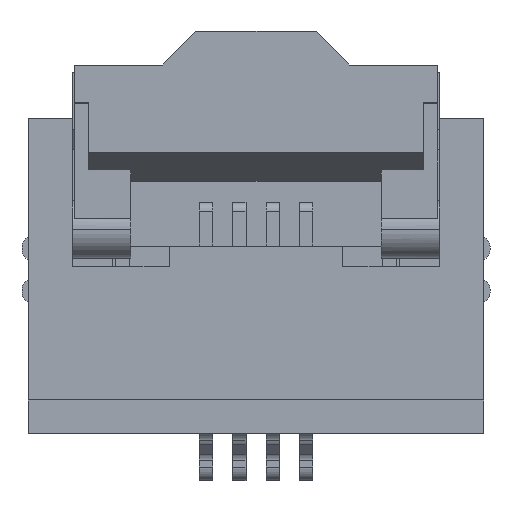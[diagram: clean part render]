
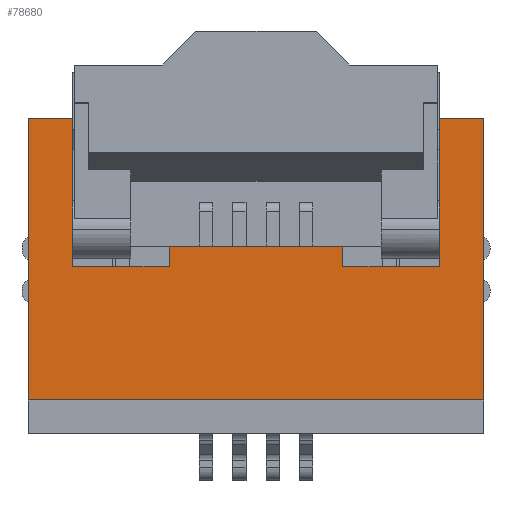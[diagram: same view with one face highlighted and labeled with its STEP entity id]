
A CAD part, top view. The second image highlights one B-rep face of the part: STEP entity #78680.
In plain terms, the highlighted planar face has unit normal (0, 0, 1).
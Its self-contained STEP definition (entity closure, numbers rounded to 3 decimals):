
#15080=CARTESIAN_POINT('',(-2.613,-72.089,0.));
#15090=VERTEX_POINT('',#15080);
#15140=CARTESIAN_POINT('',(-2.613,0.,0.));
#15150=DIRECTION('',(-0.,1.,0.));
#15160=VECTOR('',#15150,1.);
#15170=LINE('',#15140,#15160);
#15180=CARTESIAN_POINT('',(-2.613,-72.389,0.));
#15190=VERTEX_POINT('',#15180);
#15200=EDGE_CURVE('',#15190,#15090,#15170,.T.);
#20660=CARTESIAN_POINT('',(1.422,-70.189,0.));
#20670=VERTEX_POINT('',#20660);
#20700=CARTESIAN_POINT('',(1.422,-72.389,0.));
#20710=DIRECTION('',(0.,1.,0.));
#20720=VECTOR('',#20710,2.2);
#20730=LINE('',#20700,#20720);
#20740=CARTESIAN_POINT('',(1.422,-72.389,0.));
#20750=VERTEX_POINT('',#20740);
#20760=EDGE_CURVE('',#20750,#20670,#20730,.T.);
#24810=CARTESIAN_POINT('',(1.422,-70.189,0.));
#24820=DIRECTION('',(1.,0.,0.));
#24830=VECTOR('',#24820,0.67);
#24840=LINE('',#24810,#24830);
#24850=CARTESIAN_POINT('',(2.092,-70.189,-0.));
#24860=VERTEX_POINT('',#24850);
#24870=EDGE_CURVE('',#20670,#24860,#24840,.T.);
#31300=CARTESIAN_POINT('',(-0.015,-72.389,0.));
#31310=DIRECTION('',(1.,0.,0.));
#31320=VECTOR('',#31310,1.437);
#31330=LINE('',#31300,#31320);
#31340=CARTESIAN_POINT('',(-0.015,-72.389,0.));
#31350=VERTEX_POINT('',#31340);
#31360=EDGE_CURVE('',#31350,#20750,#31330,.T.);
#43320=CARTESIAN_POINT('',(-0.015,-72.389,0.));
#43330=DIRECTION('',(0.,1.,0.));
#43340=VECTOR('',#43330,0.3);
#43350=LINE('',#43320,#43340);
#43360=CARTESIAN_POINT('',(-0.015,-72.089,0.));
#43370=VERTEX_POINT('',#43360);
#43380=EDGE_CURVE('',#31350,#43370,#43350,.T.);
#55770=CARTESIAN_POINT('',(2.092,-74.389,-0.));
#55780=VERTEX_POINT('',#55770);
#55810=CARTESIAN_POINT('',(2.092,-70.189,0.));
#55820=DIRECTION('',(0.,-1.,0.));
#55830=VECTOR('',#55820,4.2);
#55840=LINE('',#55810,#55830);
#55850=EDGE_CURVE('',#24860,#55780,#55840,.T.);
#56320=CARTESIAN_POINT('',(-4.05,-72.389,0.));
#56330=VERTEX_POINT('',#56320);
#56360=CARTESIAN_POINT('',(-4.05,-70.189,0.));
#56370=DIRECTION('',(0.,-1.,0.));
#56380=VECTOR('',#56370,2.2);
#56390=LINE('',#56360,#56380);
#56400=CARTESIAN_POINT('',(-4.05,-70.189,0.));
#56410=VERTEX_POINT('',#56400);
#56420=EDGE_CURVE('',#56410,#56330,#56390,.T.);
#66370=CARTESIAN_POINT('',(-4.72,-70.189,0.));
#66380=VERTEX_POINT('',#66370);
#66410=CARTESIAN_POINT('',(-4.72,-74.389,0.));
#66420=DIRECTION('',(0.,1.,0.));
#66430=VECTOR('',#66420,4.2);
#66440=LINE('',#66410,#66430);
#66450=CARTESIAN_POINT('',(-4.72,-74.389,0.));
#66460=VERTEX_POINT('',#66450);
#66470=EDGE_CURVE('',#66460,#66380,#66440,.T.);
#68340=CARTESIAN_POINT('',(-4.72,-70.189,0.));
#68350=DIRECTION('',(1.,0.,0.));
#68360=VECTOR('',#68350,0.67);
#68370=LINE('',#68340,#68360);
#68380=EDGE_CURVE('',#66380,#56410,#68370,.T.);
#78340=CARTESIAN_POINT('',(-7.814,-72.289,0.));
#78350=DIRECTION('',(0.,-0.,1.));
#78360=DIRECTION('',(0.,1.,0.));
#78370=AXIS2_PLACEMENT_3D('',#78340,#78350,#78360);
#78380=PLANE('',#78370);
#78390=ORIENTED_EDGE('',*,*,#66470,.F.);
#78400=ORIENTED_EDGE('',*,*,#68380,.F.);
#78410=ORIENTED_EDGE('',*,*,#56420,.F.);
#78420=CARTESIAN_POINT('',(-4.05,-72.389,0.));
#78430=DIRECTION('',(1.,0.,0.));
#78440=VECTOR('',#78430,1.437);
#78450=LINE('',#78420,#78440);
#78460=EDGE_CURVE('',#56330,#15190,#78450,.T.);
#78470=ORIENTED_EDGE('',*,*,#78460,.F.);
#78480=ORIENTED_EDGE('',*,*,#15200,.F.);
#78490=CARTESIAN_POINT('',(-15.613,-72.089,0.));
#78500=DIRECTION('',(1.,0.,0.));
#78510=VECTOR('',#78500,15.598);
#78520=LINE('',#78490,#78510);
#78530=EDGE_CURVE('',#15090,#43370,#78520,.T.);
#78540=ORIENTED_EDGE('',*,*,#78530,.F.);
#78550=ORIENTED_EDGE('',*,*,#43380,.T.);
#78560=ORIENTED_EDGE('',*,*,#31360,.F.);
#78570=ORIENTED_EDGE('',*,*,#20760,.F.);
#78580=ORIENTED_EDGE('',*,*,#24870,.F.);
#78590=ORIENTED_EDGE('',*,*,#55850,.F.);
#78600=CARTESIAN_POINT('',(2.092,-74.389,0.));
#78610=DIRECTION('',(-1.,0.,0.));
#78620=VECTOR('',#78610,19.813);
#78630=LINE('',#78600,#78620);
#78640=EDGE_CURVE('',#55780,#66460,#78630,.T.);
#78650=ORIENTED_EDGE('',*,*,#78640,.F.);
#78660=EDGE_LOOP('',(#78650,#78590,#78580,#78570,#78560,#78550,#78540,
#78480,#78470,#78410,#78400,#78390));
#78670=FACE_OUTER_BOUND('',#78660,.T.);
#78680=ADVANCED_FACE('',(#78670),#78380,.T.);
